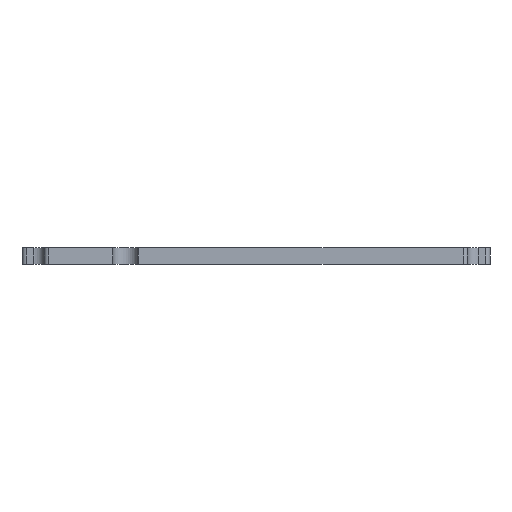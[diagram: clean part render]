
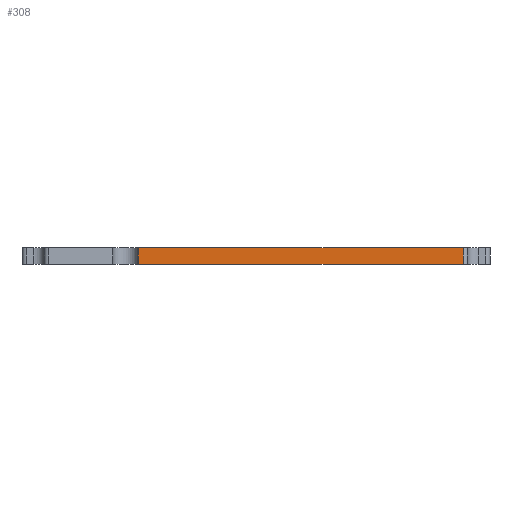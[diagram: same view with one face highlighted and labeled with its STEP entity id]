
A CAD part, front view. The second image highlights one B-rep face of the part: STEP entity #308.
In plain terms, the highlighted planar face has unit normal (0, -1, 0).
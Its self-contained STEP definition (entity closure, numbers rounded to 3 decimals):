
#283 = VERTEX_POINT('',#284);
#284 = CARTESIAN_POINT('',(5.475,0.,0.781));
#290 = EDGE_CURVE('',#291,#283,#293,.T.);
#291 = VERTEX_POINT('',#292);
#292 = CARTESIAN_POINT('',(5.475,0.,0.));
#293 = LINE('',#294,#295);
#294 = CARTESIAN_POINT('',(5.475,0.,0.));
#295 = VECTOR('',#296,1.);
#296 = DIRECTION('',(0.,0.,1.));
#308 = ADVANCED_FACE('',(#309),#334,.F.);
#309 = FACE_BOUND('',#310,.F.);
#310 = EDGE_LOOP('',(#311,#312,#320,#328));
#311 = ORIENTED_EDGE('',*,*,#290,.T.);
#312 = ORIENTED_EDGE('',*,*,#313,.T.);
#313 = EDGE_CURVE('',#283,#314,#316,.T.);
#314 = VERTEX_POINT('',#315);
#315 = CARTESIAN_POINT('',(20.75,0.,0.781));
#316 = LINE('',#317,#318);
#317 = CARTESIAN_POINT('',(5.475,0.,0.781));
#318 = VECTOR('',#319,1.);
#319 = DIRECTION('',(1.,0.,0.));
#320 = ORIENTED_EDGE('',*,*,#321,.F.);
#321 = EDGE_CURVE('',#322,#314,#324,.T.);
#322 = VERTEX_POINT('',#323);
#323 = CARTESIAN_POINT('',(20.75,0.,0.));
#324 = LINE('',#325,#326);
#325 = CARTESIAN_POINT('',(20.75,0.,0.));
#326 = VECTOR('',#327,1.);
#327 = DIRECTION('',(0.,0.,1.));
#328 = ORIENTED_EDGE('',*,*,#329,.F.);
#329 = EDGE_CURVE('',#291,#322,#330,.T.);
#330 = LINE('',#331,#332);
#331 = CARTESIAN_POINT('',(5.475,0.,0.));
#332 = VECTOR('',#333,1.);
#333 = DIRECTION('',(1.,0.,0.));
#334 = PLANE('',#335);
#335 = AXIS2_PLACEMENT_3D('',#336,#337,#338);
#336 = CARTESIAN_POINT('',(5.475,0.,0.));
#337 = DIRECTION('',(0.,1.,0.));
#338 = DIRECTION('',(1.,0.,0.));
